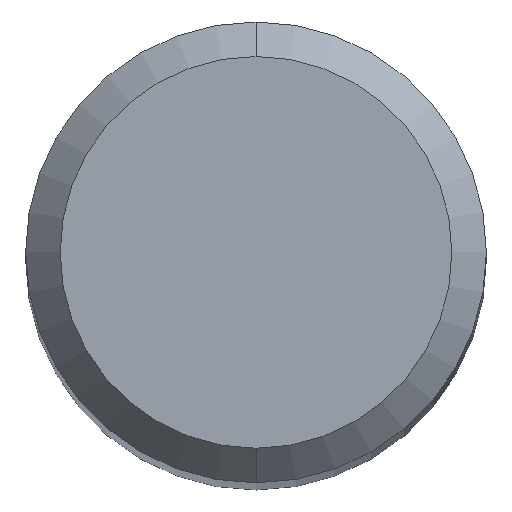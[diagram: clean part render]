
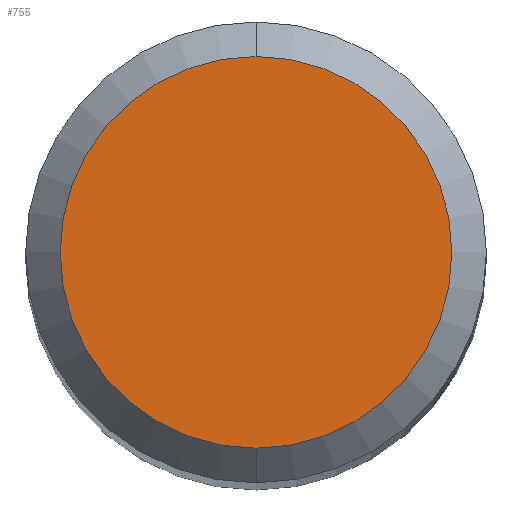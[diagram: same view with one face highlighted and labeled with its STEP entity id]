
A CAD part, top view. The second image highlights one B-rep face of the part: STEP entity #755.
In plain terms, the highlighted planar face has unit normal (0, 0, 1).
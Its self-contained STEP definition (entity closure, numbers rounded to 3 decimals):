
#685=VERTEX_POINT('',#1887);
#755=ADVANCED_FACE('',(#1960),#1961,.T.);
#805=EDGE_CURVE('',#685,#1377,#2019,.T.);
#1281=EDGE_CURVE('',#1377,#685,#2538,.T.);
#1377=VERTEX_POINT('',#2644);
#1887=CARTESIAN_POINT('',(0.0,1.7,0.0));
#1960=FACE_OUTER_BOUND('',#3892,.T.);
#1961=PLANE('',#3893);
#2019=CIRCLE('',#4121,1.7);
#2538=CIRCLE('',#6211,1.7);
#2644=CARTESIAN_POINT('',(0.,-1.7,0.0));
#3892=EDGE_LOOP('',(#8722,#8723));
#3893=AXIS2_PLACEMENT_3D('',#8724,#8725,#8726);
#4121=AXIS2_PLACEMENT_3D('',#8815,#8816,#8817);
#6211=AXIS2_PLACEMENT_3D('',#9340,#9341,#9342);
#8722=ORIENTED_EDGE('',*,*,#805,.F.);
#8723=ORIENTED_EDGE('',*,*,#1281,.F.);
#8724=CARTESIAN_POINT('',(0.0,0.85,0.0));
#8725=DIRECTION('',(-0.0,0.0,1.0));
#8726=DIRECTION('',(0.0,-1.0,0.0));
#8815=CARTESIAN_POINT('',(0.0,0.0,0.0));
#8816=DIRECTION('',(0.0,0.0,-1.0));
#8817=DIRECTION('',(0.0,1.0,0.0));
#9340=CARTESIAN_POINT('',(0.0,0.0,0.0));
#9341=DIRECTION('',(0.0,0.0,-1.0));
#9342=DIRECTION('',(0.0,1.0,0.0));
